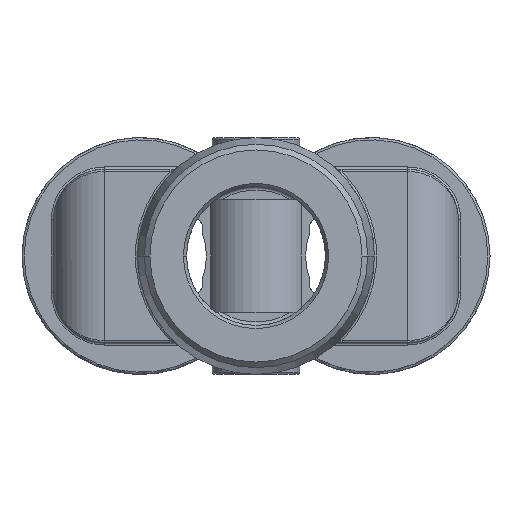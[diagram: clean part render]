
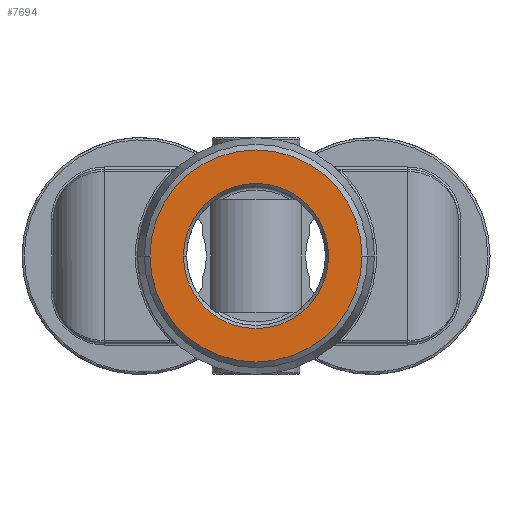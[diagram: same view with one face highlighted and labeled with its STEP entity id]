
A CAD part, front view. The second image highlights one B-rep face of the part: STEP entity #7694.
In plain terms, the highlighted planar face has unit normal (0, -1, 0).
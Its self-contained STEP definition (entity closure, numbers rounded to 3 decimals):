
#2175=CARTESIAN_POINT('',(0.,-6.5,0.));
#2176=DIRECTION('',(0.,-1.,0.));
#2177=DIRECTION('',(1.,0.,0.));
#2178=AXIS2_PLACEMENT_3D('',#2175,#2176,#2177);
#2188=CARTESIAN_POINT('',(0.,-6.5,0.));
#2189=DIRECTION('',(0.,1.,0.));
#2190=DIRECTION('',(1.,0.,0.));
#2191=AXIS2_PLACEMENT_3D('',#2188,#2189,#2190);
#2193=CARTESIAN_POINT('',(0.,-6.5,0.));
#2194=DIRECTION('',(0.,1.,0.));
#2195=DIRECTION('',(1.,0.,0.));
#2196=AXIS2_PLACEMENT_3D('',#2193,#2194,#2195);
#2198=CARTESIAN_POINT('',(0.,-6.5,0.));
#2199=DIRECTION('',(0.,-1.,0.));
#2200=DIRECTION('',(1.,0.,0.));
#2201=AXIS2_PLACEMENT_3D('',#2198,#2199,#2200);
#3814=CARTESIAN_POINT('',(6.439,-6.5,0.));
#3816=VERTEX_POINT('',#3814);
#3817=CARTESIAN_POINT('',(9.4,-6.5,0.));
#3819=VERTEX_POINT('',#3817);
#3824=CARTESIAN_POINT('',(-6.439,-6.5,0.));
#3826=VERTEX_POINT('',#3824);
#3827=CARTESIAN_POINT('',(-9.4,-6.5,0.));
#3829=VERTEX_POINT('',#3827);
#7679=CARTESIAN_POINT('',(0.,-6.5,0.));
#7680=DIRECTION('',(0.,-1.,0.));
#7681=DIRECTION('',(-1.,0.,0.));
#7682=AXIS2_PLACEMENT_3D('',#7679,#7680,#7681);
#7683=PLANE('',#7682);
#7684=ORIENTED_EDGE('',*,*,#7658,.F.);
#7685=ORIENTED_EDGE('',*,*,#7674,.T.);
#7686=EDGE_LOOP('',(#7684,#7685));
#7687=FACE_OUTER_BOUND('',#7686,.F.);
#7689=ORIENTED_EDGE('',*,*,#7688,.F.);
#7691=ORIENTED_EDGE('',*,*,#7690,.T.);
#7692=EDGE_LOOP('',(#7689,#7691));
#7693=FACE_BOUND('',#7692,.F.);
#7694=ADVANCED_FACE('',(#7687,#7693),#7683,.T.);
#2179=CIRCLE('',#2178,9.4);
#2192=CIRCLE('',#2191,9.4);
#2197=CIRCLE('',#2196,6.439);
#2202=CIRCLE('',#2201,6.439);
#7658=EDGE_CURVE('',#3819,#3829,#2179,.T.);
#7674=EDGE_CURVE('',#3819,#3829,#2192,.T.);
#7688=EDGE_CURVE('',#3816,#3826,#2197,.T.);
#7690=EDGE_CURVE('',#3816,#3826,#2202,.T.);
